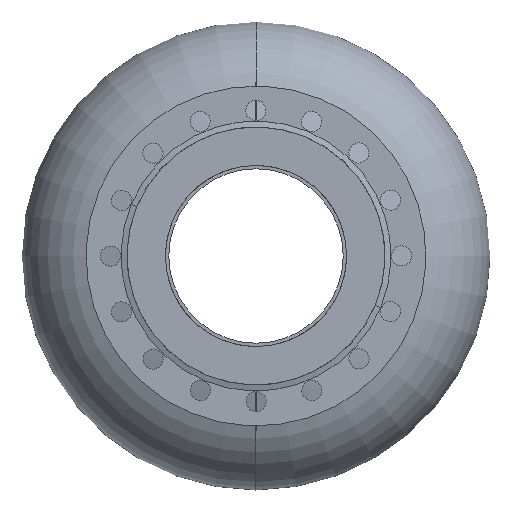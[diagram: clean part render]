
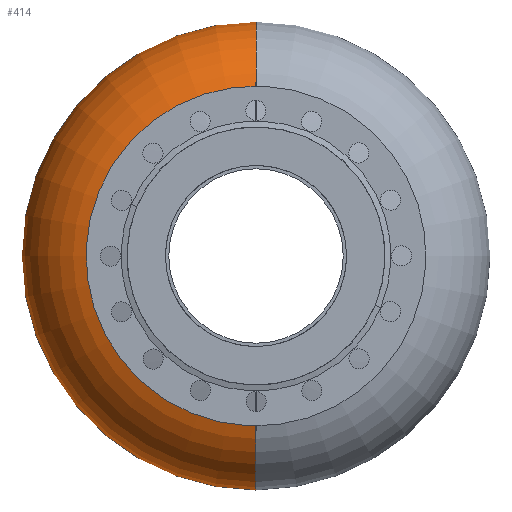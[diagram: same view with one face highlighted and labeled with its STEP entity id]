
A CAD part, left-side view. The second image highlights one B-rep face of the part: STEP entity #414.
In plain terms, the highlighted toroidal (fillet/blend) face has major radius 62.944 mm and minor radius 41.84 mm.
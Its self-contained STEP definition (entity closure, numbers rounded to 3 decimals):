
#79 = VERTEX_POINT ( 'NONE', #2501 ) ;
#204 = VERTEX_POINT ( 'NONE', #310 ) ;
#210 = FACE_OUTER_BOUND ( 'NONE', #464, .T. ) ;
#239 = CARTESIAN_POINT ( 'NONE',  ( 0., 0., 62.944 ) ) ;
#250 = CIRCLE ( 'NONE', #1673, 41.84 ) ;
#310 = CARTESIAN_POINT ( 'NONE',  ( 40.016, 0., -75.163 ) ) ;
#414 = ADVANCED_FACE ( 'NONE', ( #210 ), #2505, .T. ) ;
#464 = EDGE_LOOP ( 'NONE', ( #979, #574, #807, #1418 ) ) ;
#563 = DIRECTION ( 'NONE',  ( 0., 0., 1. ) ) ;
#574 = ORIENTED_EDGE ( 'NONE', *, *, #2496, .T. ) ;
#632 = CARTESIAN_POINT ( 'NONE',  ( -40.016, 0., 0. ) ) ;
#634 = DIRECTION ( 'NONE',  ( 0., -1., 0. ) ) ;
#674 = CARTESIAN_POINT ( 'NONE',  ( 0., 0., -62.944 ) ) ;
#766 = CARTESIAN_POINT ( 'NONE',  ( 40.016, 0., 0. ) ) ;
#776 = DIRECTION ( 'NONE',  ( 0., 0., 1. ) ) ;
#807 = ORIENTED_EDGE ( 'NONE', *, *, #1620, .F. ) ;
#835 = VERTEX_POINT ( 'NONE', #2296 ) ;
#857 = CARTESIAN_POINT ( 'NONE',  ( 40.016, 0., 75.163 ) ) ;
#950 = CIRCLE ( 'NONE', #1729, 75.163 ) ;
#979 = ORIENTED_EDGE ( 'NONE', *, *, #1937, .T. ) ;
#1031 = AXIS2_PLACEMENT_3D ( 'NONE', #766, #2304, #563 ) ;
#1155 = EDGE_CURVE ( 'NONE', #2482, #79, #250, .T. ) ;
#1163 = AXIS2_PLACEMENT_3D ( 'NONE', #674, #1626, #1398 ) ;
#1398 = DIRECTION ( 'NONE',  ( 0., 0., 1. ) ) ;
#1418 = ORIENTED_EDGE ( 'NONE', *, *, #1155, .F. ) ;
#1561 = CARTESIAN_POINT ( 'NONE',  ( 0., 0., 0. ) ) ;
#1571 = DIRECTION ( 'NONE',  ( 0., 0., 1. ) ) ;
#1620 = EDGE_CURVE ( 'NONE', #79, #835, #950, .T. ) ;
#1626 = DIRECTION ( 'NONE',  ( 0., 1., 0. ) ) ;
#1673 = AXIS2_PLACEMENT_3D ( 'NONE', #239, #634, #1836 ) ;
#1729 = AXIS2_PLACEMENT_3D ( 'NONE', #632, #1823, #1571 ) ;
#1734 = CIRCLE ( 'NONE', #1163, 41.84 ) ;
#1764 = DIRECTION ( 'NONE',  ( -1., 0., 0. ) ) ;
#1823 = DIRECTION ( 'NONE',  ( -1., 0., 0. ) ) ;
#1836 = DIRECTION ( 'NONE',  ( 0., 0., -1. ) ) ;
#1842 = AXIS2_PLACEMENT_3D ( 'NONE', #1561, #1764, #776 ) ;
#1935 = CIRCLE ( 'NONE', #1031, 75.163 ) ;
#1937 = EDGE_CURVE ( 'NONE', #2482, #204, #1935, .T. ) ;
#2296 = CARTESIAN_POINT ( 'NONE',  ( -40.016, 0., -75.163 ) ) ;
#2304 = DIRECTION ( 'NONE',  ( -1., 0., 0. ) ) ;
#2482 = VERTEX_POINT ( 'NONE', #857 ) ;
#2496 = EDGE_CURVE ( 'NONE', #204, #835, #1734, .T. ) ;
#2501 = CARTESIAN_POINT ( 'NONE',  ( -40.016, 0., 75.163 ) ) ;
#2505 = TOROIDAL_SURFACE ( 'NONE', #1842, 62.944, 41.84 ) ;
